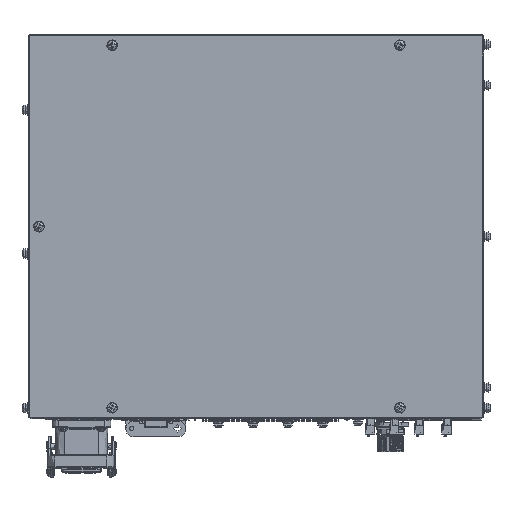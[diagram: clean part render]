
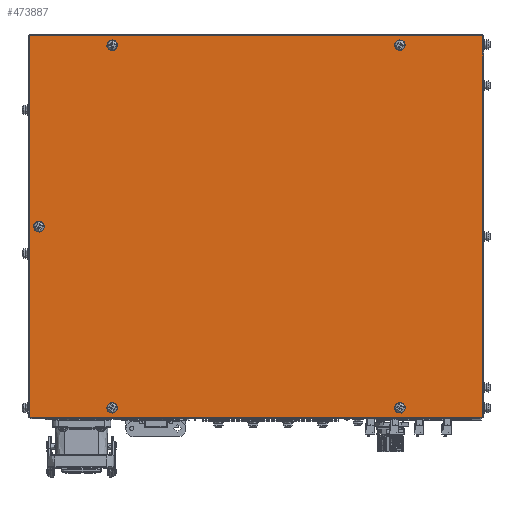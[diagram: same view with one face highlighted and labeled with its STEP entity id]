
A CAD part, top view. The second image highlights one B-rep face of the part: STEP entity #473887.
In plain terms, the highlighted planar face has unit normal (0, 0, 1).
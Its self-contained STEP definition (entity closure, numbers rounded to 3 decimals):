
#471172=CARTESIAN_POINT('',(218.789,-134.428,164.0));
#471173=VERTEX_POINT('',#471172);
#471174=CARTESIAN_POINT('',(218.789,183.572,164.0));
#471175=VERTEX_POINT('',#471174);
#471176=CARTESIAN_POINT('',(218.789,24.572,164.0));
#471177=DIRECTION('',(-0.0,1.0,0.0));
#471178=VECTOR('',#471177,1.0);
#471179=LINE('',#471176,#471178);
#471180=EDGE_CURVE('n� 4623',#471173,#471175,#471179,.T.);
#473348=CARTESIAN_POINT('',(-158.111,-134.428,164.0));
#473349=VERTEX_POINT('',#473348);
#473389=CARTESIAN_POINT('',(218.889,-134.428,164.0));
#473390=DIRECTION('',(1.0,0.0,-0.0));
#473391=VECTOR('',#473390,1.0);
#473392=LINE('',#473389,#473391);
#473393=EDGE_CURVE('n� 4621',#473349,#471173,#473392,.T.);
#473634=CARTESIAN_POINT('',(-159.111,-133.428,164.0));
#473635=VERTEX_POINT('',#473634);
#473636=CARTESIAN_POINT('',(-158.111,-133.428,164.0));
#473637=DIRECTION('',(0.0,0.0,1.0));
#473638=DIRECTION('',(-1.0,-0.0,0.0));
#473639=AXIS2_PLACEMENT_3D('',#473636,#473637,#473638);
#473640=CIRCLE('',#473639,1.0);
#473641=EDGE_CURVE('n� 4619',#473635,#473349,#473640,.T.);
#473658=CARTESIAN_POINT('',(-159.111,182.572,164.0));
#473659=VERTEX_POINT('',#473658);
#473660=CARTESIAN_POINT('',(-159.111,24.572,164.0));
#473661=DIRECTION('',(0.0,-1.0,0.0));
#473662=VECTOR('',#473661,1.0);
#473663=LINE('',#473660,#473662);
#473664=EDGE_CURVE('n� 4617',#473659,#473635,#473663,.T.);
#473681=CARTESIAN_POINT('',(-158.111,183.572,164.0));
#473682=VERTEX_POINT('',#473681);
#473683=CARTESIAN_POINT('',(218.889,183.572,164.0));
#473684=DIRECTION('',(-1.0,-0.0,0.0));
#473685=VECTOR('',#473684,1.0);
#473686=LINE('',#473683,#473685);
#473687=EDGE_CURVE('n� 4605',#471175,#473682,#473686,.T.);
#473688=ORIENTED_EDGE('',*,*,#473687,.T.);
#473689=CARTESIAN_POINT('',(-158.111,182.572,164.0));
#473690=DIRECTION('',(0.0,0.0,1.0));
#473691=DIRECTION('',(-1.0,-0.0,0.0));
#473692=AXIS2_PLACEMENT_3D('',#473689,#473690,#473691);
#473693=CIRCLE('',#473692,1.0);
#473694=EDGE_CURVE('n� 4615',#473682,#473659,#473693,.T.);
#473695=ORIENTED_EDGE('',*,*,#473694,.T.);
#473696=ORIENTED_EDGE('',*,*,#473664,.T.);
#473697=ORIENTED_EDGE('',*,*,#473641,.T.);
#473698=ORIENTED_EDGE('',*,*,#473393,.T.);
#473699=ORIENTED_EDGE('',*,*,#471180,.T.);
#473700=EDGE_LOOP('',(#473688,#473695,#473696,#473697,#473698,#473699));
#473701=FACE_OUTER_BOUND('',#473700,.T.);
#473702=CARTESIAN_POINT('',(-89.111,178.072,164.0));
#473703=VERTEX_POINT('',#473702);
#473704=CARTESIAN_POINT('',(-89.111,173.572,164.0));
#473705=VERTEX_POINT('',#473704);
#473706=CARTESIAN_POINT('',(-89.111,175.822,164.0));
#473707=DIRECTION('',(-0.0,-0.0,-1.0));
#473708=DIRECTION('',(1.0,0.0,-0.0));
#473709=AXIS2_PLACEMENT_3D('',#473706,#473707,#473708);
#473710=CIRCLE('',#473709,2.25);
#473711=EDGE_CURVE('n� 4625',#473703,#473705,#473710,.T.);
#473712=ORIENTED_EDGE('',*,*,#473711,.T.);
#473713=CARTESIAN_POINT('',(-91.111,173.572,164.0));
#473714=VERTEX_POINT('',#473713);
#473715=CARTESIAN_POINT('',(218.889,173.572,164.0));
#473716=DIRECTION('',(-1.0,0.0,-0.0));
#473717=VECTOR('',#473716,1.0);
#473718=LINE('',#473715,#473717);
#473719=EDGE_CURVE('n� 4627',#473705,#473714,#473718,.T.);
#473720=ORIENTED_EDGE('',*,*,#473719,.T.);
#473721=CARTESIAN_POINT('',(-91.111,178.072,164.0));
#473722=VERTEX_POINT('',#473721);
#473723=CARTESIAN_POINT('',(-91.111,175.822,164.0));
#473724=DIRECTION('',(-0.0,-0.0,-1.0));
#473725=DIRECTION('',(1.0,0.0,-0.0));
#473726=AXIS2_PLACEMENT_3D('',#473723,#473724,#473725);
#473727=CIRCLE('',#473726,2.25);
#473728=EDGE_CURVE('n� 4629',#473714,#473722,#473727,.T.);
#473729=ORIENTED_EDGE('',*,*,#473728,.T.);
#473730=CARTESIAN_POINT('',(218.889,178.072,164.0));
#473731=DIRECTION('',(1.0,0.0,0.0));
#473732=VECTOR('',#473731,1.0);
#473733=LINE('',#473730,#473732);
#473734=EDGE_CURVE('n� 4631',#473722,#473703,#473733,.T.);
#473735=ORIENTED_EDGE('',*,*,#473734,.T.);
#473736=EDGE_LOOP('',(#473712,#473720,#473729,#473735));
#473737=FACE_BOUND('',#473736,.T.);
#473738=CARTESIAN_POINT('',(-150.111,26.822,164.0));
#473739=VERTEX_POINT('',#473738);
#473740=CARTESIAN_POINT('',(-150.111,22.322,164.0));
#473741=VERTEX_POINT('',#473740);
#473742=CARTESIAN_POINT('',(-150.111,24.572,164.0));
#473743=DIRECTION('',(-0.0,-0.0,-1.0));
#473744=DIRECTION('',(1.0,0.0,-0.0));
#473745=AXIS2_PLACEMENT_3D('',#473742,#473743,#473744);
#473746=CIRCLE('',#473745,2.25);
#473747=EDGE_CURVE('n� 4633',#473739,#473741,#473746,.T.);
#473748=ORIENTED_EDGE('',*,*,#473747,.T.);
#473749=CARTESIAN_POINT('',(-152.111,22.322,164.0));
#473750=VERTEX_POINT('',#473749);
#473751=CARTESIAN_POINT('',(218.889,22.322,164.0));
#473752=DIRECTION('',(-1.0,0.0,-0.0));
#473753=VECTOR('',#473752,1.0);
#473754=LINE('',#473751,#473753);
#473755=EDGE_CURVE('n� 4635',#473741,#473750,#473754,.T.);
#473756=ORIENTED_EDGE('',*,*,#473755,.T.);
#473757=CARTESIAN_POINT('',(-152.111,26.822,164.0));
#473758=VERTEX_POINT('',#473757);
#473759=CARTESIAN_POINT('',(-152.111,24.572,164.0));
#473760=DIRECTION('',(-0.0,-0.0,-1.0));
#473761=DIRECTION('',(1.0,0.0,-0.0));
#473762=AXIS2_PLACEMENT_3D('',#473759,#473760,#473761);
#473763=CIRCLE('',#473762,2.25);
#473764=EDGE_CURVE('n� 4637',#473750,#473758,#473763,.T.);
#473765=ORIENTED_EDGE('',*,*,#473764,.T.);
#473766=CARTESIAN_POINT('',(218.889,26.822,164.0));
#473767=DIRECTION('',(1.0,-0.0,0.0));
#473768=VECTOR('',#473767,1.0);
#473769=LINE('',#473766,#473768);
#473770=EDGE_CURVE('n� 4639',#473758,#473739,#473769,.T.);
#473771=ORIENTED_EDGE('',*,*,#473770,.T.);
#473772=EDGE_LOOP('',(#473748,#473756,#473765,#473771));
#473773=FACE_BOUND('',#473772,.T.);
#473774=CARTESIAN_POINT('',(-89.111,-124.178,164.0));
#473775=VERTEX_POINT('',#473774);
#473776=CARTESIAN_POINT('',(-89.111,-128.678,164.0));
#473777=VERTEX_POINT('',#473776);
#473778=CARTESIAN_POINT('',(-89.111,-126.428,164.0));
#473779=DIRECTION('',(-0.0,-0.0,-1.0));
#473780=DIRECTION('',(1.0,0.0,-0.0));
#473781=AXIS2_PLACEMENT_3D('',#473778,#473779,#473780);
#473782=CIRCLE('',#473781,2.25);
#473783=EDGE_CURVE('n� 4641',#473775,#473777,#473782,.T.);
#473784=ORIENTED_EDGE('',*,*,#473783,.T.);
#473785=CARTESIAN_POINT('',(-91.111,-128.678,164.0));
#473786=VERTEX_POINT('',#473785);
#473787=CARTESIAN_POINT('',(218.889,-128.678,164.0));
#473788=DIRECTION('',(-1.0,0.0,-0.0));
#473789=VECTOR('',#473788,1.0);
#473790=LINE('',#473787,#473789);
#473791=EDGE_CURVE('n� 4643',#473777,#473786,#473790,.T.);
#473792=ORIENTED_EDGE('',*,*,#473791,.T.);
#473793=CARTESIAN_POINT('',(-91.111,-124.178,164.0));
#473794=VERTEX_POINT('',#473793);
#473795=CARTESIAN_POINT('',(-91.111,-126.428,164.0));
#473796=DIRECTION('',(-0.0,-0.0,-1.0));
#473797=DIRECTION('',(1.0,0.0,-0.0));
#473798=AXIS2_PLACEMENT_3D('',#473795,#473796,#473797);
#473799=CIRCLE('',#473798,2.25);
#473800=EDGE_CURVE('n� 4645',#473786,#473794,#473799,.T.);
#473801=ORIENTED_EDGE('',*,*,#473800,.T.);
#473802=CARTESIAN_POINT('',(218.889,-124.178,164.0));
#473803=DIRECTION('',(1.0,0.0,0.0));
#473804=VECTOR('',#473803,1.0);
#473805=LINE('',#473802,#473804);
#473806=EDGE_CURVE('n� 4647',#473794,#473775,#473805,.T.);
#473807=ORIENTED_EDGE('',*,*,#473806,.T.);
#473808=EDGE_LOOP('',(#473784,#473792,#473801,#473807));
#473809=FACE_BOUND('',#473808,.T.);
#473810=CARTESIAN_POINT('',(150.889,178.072,164.0));
#473811=VERTEX_POINT('',#473810);
#473812=CARTESIAN_POINT('',(150.889,173.572,164.0));
#473813=VERTEX_POINT('',#473812);
#473814=CARTESIAN_POINT('',(150.889,175.822,164.0));
#473815=DIRECTION('',(-0.0,-0.0,-1.0));
#473816=DIRECTION('',(1.0,0.0,-0.0));
#473817=AXIS2_PLACEMENT_3D('',#473814,#473815,#473816);
#473818=CIRCLE('',#473817,2.25);
#473819=EDGE_CURVE('n� 4649',#473811,#473813,#473818,.T.);
#473820=ORIENTED_EDGE('',*,*,#473819,.T.);
#473821=CARTESIAN_POINT('',(148.889,173.572,164.0));
#473822=VERTEX_POINT('',#473821);
#473823=CARTESIAN_POINT('',(218.889,173.572,164.0));
#473824=DIRECTION('',(-1.0,0.0,0.0));
#473825=VECTOR('',#473824,1.0);
#473826=LINE('',#473823,#473825);
#473827=EDGE_CURVE('n� 4651',#473813,#473822,#473826,.T.);
#473828=ORIENTED_EDGE('',*,*,#473827,.T.);
#473829=CARTESIAN_POINT('',(148.889,178.072,164.0));
#473830=VERTEX_POINT('',#473829);
#473831=CARTESIAN_POINT('',(148.889,175.822,164.0));
#473832=DIRECTION('',(-0.0,-0.0,-1.0));
#473833=DIRECTION('',(1.0,0.0,-0.0));
#473834=AXIS2_PLACEMENT_3D('',#473831,#473832,#473833);
#473835=CIRCLE('',#473834,2.25);
#473836=EDGE_CURVE('n� 4653',#473822,#473830,#473835,.T.);
#473837=ORIENTED_EDGE('',*,*,#473836,.T.);
#473838=CARTESIAN_POINT('',(218.889,178.072,164.0));
#473839=DIRECTION('',(1.0,-0.0,0.0));
#473840=VECTOR('',#473839,1.0);
#473841=LINE('',#473838,#473840);
#473842=EDGE_CURVE('n� 4655',#473830,#473811,#473841,.T.);
#473843=ORIENTED_EDGE('',*,*,#473842,.T.);
#473844=EDGE_LOOP('',(#473820,#473828,#473837,#473843));
#473845=FACE_BOUND('',#473844,.T.);
#473846=CARTESIAN_POINT('',(150.889,-124.178,164.0));
#473847=VERTEX_POINT('',#473846);
#473848=CARTESIAN_POINT('',(150.889,-128.678,164.0));
#473849=VERTEX_POINT('',#473848);
#473850=CARTESIAN_POINT('',(150.889,-126.428,164.0));
#473851=DIRECTION('',(-0.0,-0.0,-1.0));
#473852=DIRECTION('',(1.0,0.0,-0.0));
#473853=AXIS2_PLACEMENT_3D('',#473850,#473851,#473852);
#473854=CIRCLE('',#473853,2.25);
#473855=EDGE_CURVE('n� 4657',#473847,#473849,#473854,.T.);
#473856=ORIENTED_EDGE('',*,*,#473855,.T.);
#473857=CARTESIAN_POINT('',(148.889,-128.678,164.0));
#473858=VERTEX_POINT('',#473857);
#473859=CARTESIAN_POINT('',(218.889,-128.678,164.0));
#473860=DIRECTION('',(-1.0,0.0,0.0));
#473861=VECTOR('',#473860,1.0);
#473862=LINE('',#473859,#473861);
#473863=EDGE_CURVE('n� 4659',#473849,#473858,#473862,.T.);
#473864=ORIENTED_EDGE('',*,*,#473863,.T.);
#473865=CARTESIAN_POINT('',(148.889,-124.178,164.0));
#473866=VERTEX_POINT('',#473865);
#473867=CARTESIAN_POINT('',(148.889,-126.428,164.0));
#473868=DIRECTION('',(-0.0,-0.0,-1.0));
#473869=DIRECTION('',(1.0,0.0,-0.0));
#473870=AXIS2_PLACEMENT_3D('',#473867,#473868,#473869);
#473871=CIRCLE('',#473870,2.25);
#473872=EDGE_CURVE('n� 4661',#473858,#473866,#473871,.T.);
#473873=ORIENTED_EDGE('',*,*,#473872,.T.);
#473874=CARTESIAN_POINT('',(218.889,-124.178,164.0));
#473875=DIRECTION('',(1.0,0.0,-0.0));
#473876=VECTOR('',#473875,1.0);
#473877=LINE('',#473874,#473876);
#473878=EDGE_CURVE('n� 4663',#473866,#473847,#473877,.T.);
#473879=ORIENTED_EDGE('',*,*,#473878,.T.);
#473880=EDGE_LOOP('',(#473856,#473864,#473873,#473879));
#473881=FACE_BOUND('',#473880,.T.);
#473882=CARTESIAN_POINT('',(218.889,24.572,164.0));
#473883=DIRECTION('',(0.0,0.0,1.0));
#473884=DIRECTION('',(1.0,0.0,-0.0));
#473885=AXIS2_PLACEMENT_3D('',#473882,#473883,#473884);
#473886=PLANE('',#473885);
#473887=ADVANCED_FACE('n� 153',(#473701,#473737,#473773,#473809,#473845,#473881),#473886,.T.);
